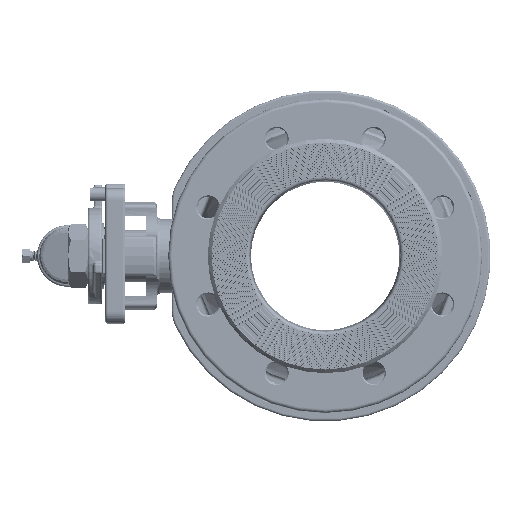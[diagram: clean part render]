
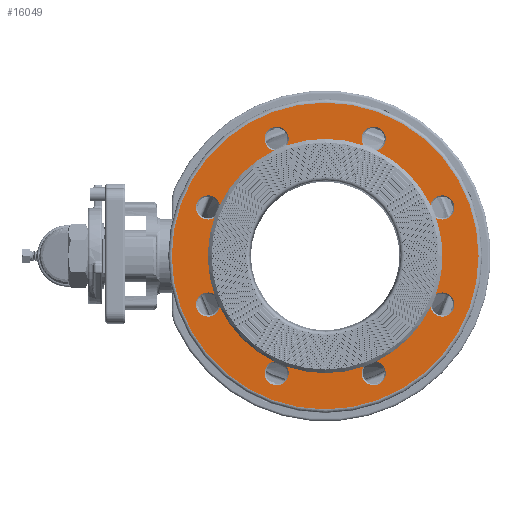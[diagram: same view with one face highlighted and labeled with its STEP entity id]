
A CAD part, left-side view. The second image highlights one B-rep face of the part: STEP entity #16049.
In plain terms, the highlighted planar face has unit normal (-1, 0, 0).
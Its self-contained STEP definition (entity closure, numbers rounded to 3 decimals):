
#241=CARTESIAN_POINT('',(-159.5,-97.007,-40.182));
#242=DIRECTION('',(1.,0.,0.));
#243=DIRECTION('',(0.,0.534,0.845));
#244=AXIS2_PLACEMENT_3D('',#241,#242,#243);
#325=CARTESIAN_POINT('',(-159.5,97.007,-40.182));
#326=DIRECTION('',(1.,0.,0.));
#327=DIRECTION('',(0.,-0.976,-0.22));
#328=AXIS2_PLACEMENT_3D('',#325,#326,#327);
#345=CARTESIAN_POINT('',(-159.5,0.,0.));
#346=DIRECTION('',(-1.,0.,0.));
#347=DIRECTION('',(0.,-0.9,0.437));
#348=AXIS2_PLACEMENT_3D('',#345,#346,#347);
#350=CARTESIAN_POINT('',(-159.5,0.,0.));
#351=DIRECTION('',(-1.,0.,0.));
#352=DIRECTION('',(0.,-0.327,0.945));
#353=AXIS2_PLACEMENT_3D('',#350,#351,#352);
#355=CARTESIAN_POINT('',(-159.5,0.,0.));
#356=DIRECTION('',(-1.,0.,0.));
#357=DIRECTION('',(0.,0.437,0.9));
#358=AXIS2_PLACEMENT_3D('',#355,#356,#357);
#360=CARTESIAN_POINT('',(-159.5,0.,0.));
#361=DIRECTION('',(-1.,0.,0.));
#362=DIRECTION('',(0.,0.945,0.327));
#363=AXIS2_PLACEMENT_3D('',#360,#361,#362);
#365=CARTESIAN_POINT('',(-159.5,0.,0.));
#366=DIRECTION('',(1.,0.,0.));
#367=DIRECTION('',(0.,0.945,-0.327));
#368=AXIS2_PLACEMENT_3D('',#365,#366,#367);
#370=CARTESIAN_POINT('',(-159.5,0.,0.));
#371=DIRECTION('',(1.,0.,0.));
#372=DIRECTION('',(0.,0.437,-0.9));
#373=AXIS2_PLACEMENT_3D('',#370,#371,#372);
#375=CARTESIAN_POINT('',(-159.5,0.,0.));
#376=DIRECTION('',(1.,0.,0.));
#377=DIRECTION('',(0.,-0.327,-0.945));
#378=AXIS2_PLACEMENT_3D('',#375,#376,#377);
#380=CARTESIAN_POINT('',(-159.5,0.,0.));
#381=DIRECTION('',(1.,0.,0.));
#382=DIRECTION('',(0.,-0.9,-0.437));
#383=AXIS2_PLACEMENT_3D('',#380,#381,#382);
#385=CARTESIAN_POINT('',(-159.5,0.,0.));
#386=DIRECTION('',(1.,0.,0.));
#387=DIRECTION('',(0.,-1.,0.));
#388=AXIS2_PLACEMENT_3D('',#385,#386,#387);
#390=CARTESIAN_POINT('',(-159.5,0.,0.));
#391=DIRECTION('',(-1.,0.,0.));
#392=DIRECTION('',(0.,-1.,0.));
#393=AXIS2_PLACEMENT_3D('',#390,#391,#392);
#395=CARTESIAN_POINT('',(-159.5,0.,0.));
#396=DIRECTION('',(1.,0.,0.));
#397=DIRECTION('',(0.,-1.,0.));
#398=AXIS2_PLACEMENT_3D('',#395,#396,#397);
#400=CARTESIAN_POINT('',(-159.5,0.,0.));
#401=DIRECTION('',(1.,0.,0.));
#402=DIRECTION('',(0.,1.,0.));
#403=AXIS2_PLACEMENT_3D('',#400,#401,#402);
#411=CARTESIAN_POINT('',(-159.5,-97.007,40.182));
#412=DIRECTION('',(1.,0.,0.));
#413=DIRECTION('',(0.,0.976,0.22));
#414=AXIS2_PLACEMENT_3D('',#411,#412,#413);
#12134=CARTESIAN_POINT('',(-159.5,97.007,40.182));
#12135=DIRECTION('',(1.,0.,0.));
#12136=DIRECTION('',(0.,-0.534,-0.845));
#12137=AXIS2_PLACEMENT_3D('',#12134,#12135,#12136);
#12193=CARTESIAN_POINT('',(-159.5,40.182,97.007));
#12194=DIRECTION('',(1.,0.,0.));
#12195=DIRECTION('',(0.,0.22,-0.976));
#12196=AXIS2_PLACEMENT_3D('',#12193,#12194,#12195);
#12252=CARTESIAN_POINT('',(-159.5,-40.182,97.007));
#12253=DIRECTION('',(1.,0.,0.));
#12254=DIRECTION('',(0.,0.845,-0.534));
#12255=AXIS2_PLACEMENT_3D('',#12252,#12253,#12254);
#12311=CARTESIAN_POINT('',(-159.5,40.182,-97.007));
#12312=DIRECTION('',(1.,0.,0.));
#12313=DIRECTION('',(0.,-0.845,0.534));
#12314=AXIS2_PLACEMENT_3D('',#12311,#12312,#12313);
#12370=CARTESIAN_POINT('',(-159.5,-40.182,-97.007));
#12371=DIRECTION('',(1.,0.,0.));
#12372=DIRECTION('',(0.,-0.22,0.976));
#12373=AXIS2_PLACEMENT_3D('',#12370,#12371,#12372);
#12433=CARTESIAN_POINT('',(-159.5,-97.,0.));
#12435=VERTEX_POINT('',#12433);
#12441=CARTESIAN_POINT('',(-159.5,97.,0.));
#12443=VERTEX_POINT('',#12441);
#14158=CARTESIAN_POINT('',(-159.5,-91.664,-31.729));
#14159=VERTEX_POINT('',#14158);
#14164=CARTESIAN_POINT('',(-159.5,-87.252,-42.38));
#14165=CARTESIAN_POINT('',(-159.5,-42.38,-87.252));
#14166=VERTEX_POINT('',#14164);
#14167=VERTEX_POINT('',#14165);
#14172=CARTESIAN_POINT('',(-159.5,-31.729,-91.664));
#14173=CARTESIAN_POINT('',(-159.5,31.729,-91.664));
#14174=VERTEX_POINT('',#14172);
#14175=VERTEX_POINT('',#14173);
#14180=CARTESIAN_POINT('',(-159.5,42.38,-87.252));
#14181=CARTESIAN_POINT('',(-159.5,87.252,-42.38));
#14182=VERTEX_POINT('',#14180);
#14183=VERTEX_POINT('',#14181);
#14184=CARTESIAN_POINT('',(-159.5,91.664,-31.729));
#14185=VERTEX_POINT('',#14184);
#14190=CARTESIAN_POINT('',(-159.5,91.664,31.729));
#14191=VERTEX_POINT('',#14190);
#14196=CARTESIAN_POINT('',(-159.5,42.38,87.252));
#14197=CARTESIAN_POINT('',(-159.5,87.252,42.38));
#14198=VERTEX_POINT('',#14196);
#14199=VERTEX_POINT('',#14197);
#14204=CARTESIAN_POINT('',(-159.5,-31.729,91.664));
#14205=CARTESIAN_POINT('',(-159.5,31.729,91.664));
#14206=VERTEX_POINT('',#14204);
#14207=VERTEX_POINT('',#14205);
#14212=CARTESIAN_POINT('',(-159.5,-91.664,31.729));
#14213=VERTEX_POINT('',#14212);
#14214=CARTESIAN_POINT('',(-159.5,-87.252,42.38));
#14215=CARTESIAN_POINT('',(-159.5,-42.38,87.252));
#14216=VERTEX_POINT('',#14214);
#14217=VERTEX_POINT('',#14215);
#15663=CARTESIAN_POINT('',(-159.5,-127.,0.));
#15664=CARTESIAN_POINT('',(-159.5,127.,0.));
#15665=VERTEX_POINT('',#15663);
#15666=VERTEX_POINT('',#15664);
#16009=CARTESIAN_POINT('',(-159.5,0.,0.));
#16010=DIRECTION('',(1.,0.,0.));
#16011=DIRECTION('',(0.,-1.,0.));
#16012=AXIS2_PLACEMENT_3D('',#16009,#16010,#16011);
#16013=PLANE('',#16012);
#16014=ORIENTED_EDGE('',*,*,#15691,.T.);
#16015=ORIENTED_EDGE('',*,*,#15706,.T.);
#16016=EDGE_LOOP('',(#16014,#16015));
#16017=FACE_OUTER_BOUND('',#16016,.F.);
#16019=ORIENTED_EDGE('',*,*,#16018,.F.);
#16021=ORIENTED_EDGE('',*,*,#16020,.T.);
#16023=ORIENTED_EDGE('',*,*,#16022,.F.);
#16025=ORIENTED_EDGE('',*,*,#16024,.T.);
#16027=ORIENTED_EDGE('',*,*,#16026,.F.);
#16029=ORIENTED_EDGE('',*,*,#16028,.T.);
#16031=ORIENTED_EDGE('',*,*,#16030,.F.);
#16033=ORIENTED_EDGE('',*,*,#16032,.T.);
#16034=ORIENTED_EDGE('',*,*,#15901,.F.);
#16035=ORIENTED_EDGE('',*,*,#15990,.F.);
#16036=ORIENTED_EDGE('',*,*,#15941,.F.);
#16038=ORIENTED_EDGE('',*,*,#16037,.F.);
#16039=ORIENTED_EDGE('',*,*,#15929,.F.);
#16041=ORIENTED_EDGE('',*,*,#16040,.F.);
#16042=ORIENTED_EDGE('',*,*,#15917,.F.);
#16043=ORIENTED_EDGE('',*,*,#15870,.F.);
#16044=ORIENTED_EDGE('',*,*,#15909,.F.);
#16046=ORIENTED_EDGE('',*,*,#16045,.T.);
#16047=EDGE_LOOP('',(#16019,#16021,#16023,#16025,#16027,#16029,#16031,#16033,
#16034,#16035,#16036,#16038,#16039,#16041,#16042,#16043,#16044,#16046));
#16048=FACE_BOUND('',#16047,.F.);
#245=CIRCLE('',#244,10.);
#329=CIRCLE('',#328,10.);
#349=CIRCLE('',#348,97.);
#354=CIRCLE('',#353,97.);
#359=CIRCLE('',#358,97.);
#364=CIRCLE('',#363,97.);
#369=CIRCLE('',#368,97.);
#374=CIRCLE('',#373,97.);
#379=CIRCLE('',#378,97.);
#384=CIRCLE('',#383,97.);
#389=CIRCLE('',#388,97.);
#394=CIRCLE('',#393,97.);
#399=CIRCLE('',#398,127.);
#404=CIRCLE('',#403,127.);
#415=CIRCLE('',#414,10.);
#12138=CIRCLE('',#12137,10.);
#12197=CIRCLE('',#12196,10.);
#12256=CIRCLE('',#12255,10.);
#12315=CIRCLE('',#12314,10.);
#12374=CIRCLE('',#12373,10.);
#15691=EDGE_CURVE('',#15665,#15666,#399,.T.);
#15706=EDGE_CURVE('',#15666,#15665,#404,.T.);
#15870=EDGE_CURVE('',#14159,#14166,#245,.T.);
#15901=EDGE_CURVE('',#14185,#12443,#369,.T.);
#15909=EDGE_CURVE('',#12435,#14159,#389,.T.);
#15917=EDGE_CURVE('',#14166,#14167,#384,.T.);
#15929=EDGE_CURVE('',#14174,#14175,#379,.T.);
#15941=EDGE_CURVE('',#14182,#14183,#374,.T.);
#15990=EDGE_CURVE('',#14183,#14185,#329,.T.);
#16018=EDGE_CURVE('',#14216,#14213,#415,.T.);
#16020=EDGE_CURVE('',#14216,#14217,#349,.T.);
#16022=EDGE_CURVE('',#14206,#14217,#12256,.T.);
#16024=EDGE_CURVE('',#14206,#14207,#354,.T.);
#16026=EDGE_CURVE('',#14198,#14207,#12197,.T.);
#16028=EDGE_CURVE('',#14198,#14199,#359,.T.);
#16030=EDGE_CURVE('',#14191,#14199,#12138,.T.);
#16032=EDGE_CURVE('',#14191,#12443,#364,.T.);
#16037=EDGE_CURVE('',#14175,#14182,#12315,.T.);
#16040=EDGE_CURVE('',#14167,#14174,#12374,.T.);
#16045=EDGE_CURVE('',#12435,#14213,#394,.T.);
#16049=ADVANCED_FACE('',(#16017,#16048),#16013,.F.);
